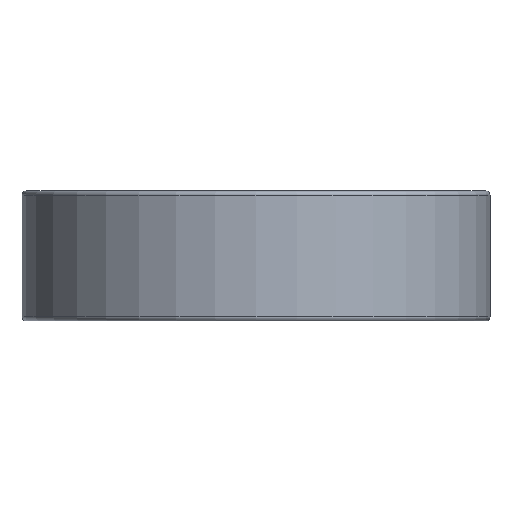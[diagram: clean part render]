
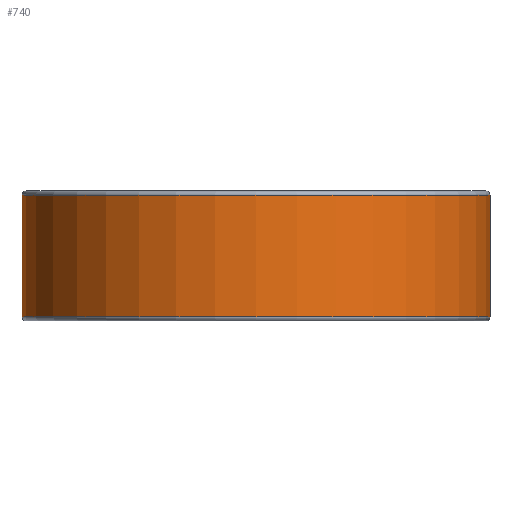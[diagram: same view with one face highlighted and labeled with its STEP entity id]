
A CAD part, front view. The second image highlights one B-rep face of the part: STEP entity #740.
In plain terms, the highlighted cylindrical face has radius 14.287 mm (diameter 28.575 mm), a partial arc.
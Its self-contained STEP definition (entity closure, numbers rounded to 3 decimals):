
#40 = VERTEX_POINT ( 'NONE', #49 ) ;
#43 = DIRECTION ( 'NONE',  ( 0., 0., 1. ) ) ;
#49 = CARTESIAN_POINT ( 'NONE',  ( 14.288, 0., -3.719 ) ) ;
#61 = VECTOR ( 'NONE', #579, 1000. ) ;
#70 = CARTESIAN_POINT ( 'NONE',  ( 14.288, 0., 3.719 ) ) ;
#117 = CIRCLE ( 'NONE', #420, 14.288 ) ;
#120 = ORIENTED_EDGE ( 'NONE', *, *, #229, .T. ) ;
#184 = CARTESIAN_POINT ( 'NONE',  ( 0., 0., -3.719 ) ) ;
#191 = VERTEX_POINT ( 'NONE', #637 ) ;
#206 = VERTEX_POINT ( 'NONE', #70 ) ;
#208 = CARTESIAN_POINT ( 'NONE',  ( -14.288, 0., 53.249 ) ) ;
#215 = DIRECTION ( 'NONE',  ( 0., 0., 1. ) ) ;
#218 = DIRECTION ( 'NONE',  ( 0., 0., 1. ) ) ;
#227 = EDGE_CURVE ( 'NONE', #191, #421, #689, .T. ) ;
#229 = EDGE_CURVE ( 'NONE', #40, #206, #552, .T. ) ;
#231 = VECTOR ( 'NONE', #218, 1000. ) ;
#286 = CARTESIAN_POINT ( 'NONE',  ( 0., 0., 53.249 ) ) ;
#293 = FACE_OUTER_BOUND ( 'NONE', #313, .T. ) ;
#295 = EDGE_CURVE ( 'NONE', #191, #40, #749, .T. ) ;
#303 = EDGE_CURVE ( 'NONE', #206, #421, #117, .T. ) ;
#313 = EDGE_LOOP ( 'NONE', ( #445, #511, #120, #456 ) ) ;
#420 = AXIS2_PLACEMENT_3D ( 'NONE', #554, #716, #771 ) ;
#421 = VERTEX_POINT ( 'NONE', #680 ) ;
#445 = ORIENTED_EDGE ( 'NONE', *, *, #227, .F. ) ;
#449 = CARTESIAN_POINT ( 'NONE',  ( 14.288, 0., 53.249 ) ) ;
#456 = ORIENTED_EDGE ( 'NONE', *, *, #303, .T. ) ;
#458 = AXIS2_PLACEMENT_3D ( 'NONE', #184, #43, #654 ) ;
#511 = ORIENTED_EDGE ( 'NONE', *, *, #295, .T. ) ;
#516 = DIRECTION ( 'NONE',  ( 1., 0., 0. ) ) ;
#552 = LINE ( 'NONE', #449, #61 ) ;
#554 = CARTESIAN_POINT ( 'NONE',  ( 0., 0., 3.719 ) ) ;
#570 = AXIS2_PLACEMENT_3D ( 'NONE', #286, #215, #516 ) ;
#579 = DIRECTION ( 'NONE',  ( 0., 0., 1. ) ) ;
#606 = CYLINDRICAL_SURFACE ( 'NONE', #570, 14.288 ) ;
#637 = CARTESIAN_POINT ( 'NONE',  ( -14.288, 0., -3.719 ) ) ;
#654 = DIRECTION ( 'NONE',  ( 1., 0., 0. ) ) ;
#680 = CARTESIAN_POINT ( 'NONE',  ( -14.288, 0., 3.719 ) ) ;
#689 = LINE ( 'NONE', #208, #231 ) ;
#716 = DIRECTION ( 'NONE',  ( 0., 0., -1. ) ) ;
#740 = ADVANCED_FACE ( 'NONE', ( #293 ), #606, .T. ) ;
#749 = CIRCLE ( 'NONE', #458, 14.288 ) ;
#771 = DIRECTION ( 'NONE',  ( -1., 0., 0. ) ) ;
